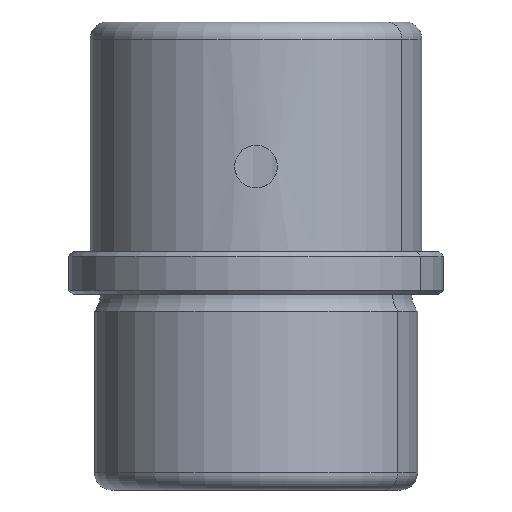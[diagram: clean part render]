
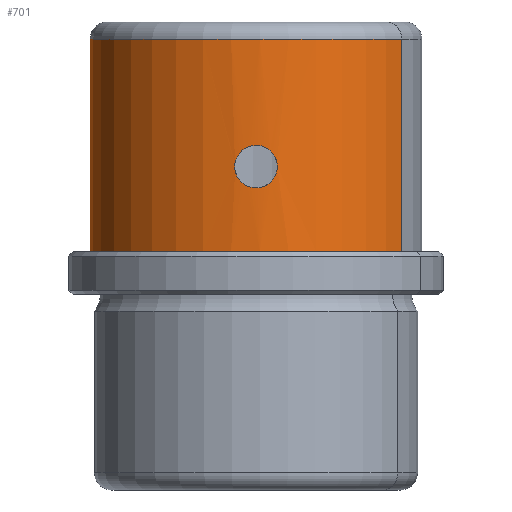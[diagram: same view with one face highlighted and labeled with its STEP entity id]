
A CAD part, front view. The second image highlights one B-rep face of the part: STEP entity #701.
In plain terms, the highlighted cylindrical face has radius 19.5 mm (diameter 39 mm), a partial arc.
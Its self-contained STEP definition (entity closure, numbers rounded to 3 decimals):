
#94=CARTESIAN_POINT('Vertex',(-2.194,-19.376,16.199)) ;
#98=CARTESIAN_POINT('Control Point',(2.194,-19.376,13.801)) ;
#99=CARTESIAN_POINT('Control Point',(2.044,-19.393,13.527)) ;
#100=CARTESIAN_POINT('Control Point',(1.851,-19.414,13.276)) ;
#101=CARTESIAN_POINT('Control Point',(1.621,-19.435,13.058)) ;
#102=CARTESIAN_POINT('Control Point',(0.839,-19.494,12.522)) ;
#103=CARTESIAN_POINT('Control Point',(-0.135,-19.517,12.381)) ;
#104=CARTESIAN_POINT('Control Point',(-0.795,-19.498,12.502)) ;
#105=CARTESIAN_POINT('Control Point',(-1.949,-19.415,13.135)) ;
#106=CARTESIAN_POINT('Control Point',(-2.534,-19.336,14.316)) ;
#107=CARTESIAN_POINT('Control Point',(-2.625,-19.321,14.991)) ;
#108=CARTESIAN_POINT('Control Point',(-2.497,-19.342,15.643)) ;
#109=CARTESIAN_POINT('Control Point',(-2.194,-19.376,16.199)) ;
#110=CARTESIAN_POINT('Vertex',(2.194,-19.376,13.801)) ;
#548=CARTESIAN_POINT('Axis2P3D Location',(0.,0.,5.)) ;
#552=CARTESIAN_POINT('Vertex',(17.113,-9.349,5.)) ;
#554=CARTESIAN_POINT('Vertex',(-17.113,9.349,5.)) ;
#567=CARTESIAN_POINT('Axis2P3D Location',(0.,0.,4.5)) ;
#572=CARTESIAN_POINT('Line Origine',(17.113,-9.349,18.5)) ;
#576=CARTESIAN_POINT('Vertex',(17.113,-9.349,30.)) ;
#579=CARTESIAN_POINT('Line Origine',(-17.113,9.349,18.5)) ;
#583=CARTESIAN_POINT('Vertex',(-17.113,9.349,30.)) ;
#639=CARTESIAN_POINT('Axis2P3D Location',(0.,0.,30.)) ;
#684=CARTESIAN_POINT('Control Point',(-2.194,-19.376,16.199)) ;
#685=CARTESIAN_POINT('Control Point',(-2.044,-19.393,16.473)) ;
#686=CARTESIAN_POINT('Control Point',(-1.851,-19.414,16.724)) ;
#687=CARTESIAN_POINT('Control Point',(-1.621,-19.435,16.942)) ;
#688=CARTESIAN_POINT('Control Point',(-0.839,-19.494,17.478)) ;
#689=CARTESIAN_POINT('Control Point',(0.135,-19.517,17.619)) ;
#690=CARTESIAN_POINT('Control Point',(0.795,-19.498,17.498)) ;
#691=CARTESIAN_POINT('Control Point',(1.949,-19.415,16.865)) ;
#692=CARTESIAN_POINT('Control Point',(2.534,-19.336,15.684)) ;
#693=CARTESIAN_POINT('Control Point',(2.625,-19.321,15.009)) ;
#694=CARTESIAN_POINT('Control Point',(2.497,-19.342,14.357)) ;
#695=CARTESIAN_POINT('Control Point',(2.194,-19.376,13.801)) ;
#549=DIRECTION('Axis2P3D Direction',(0.,0.,-1.)) ;
#568=DIRECTION('Axis2P3D Direction',(0.,0.,-1.)) ;
#569=DIRECTION('Axis2P3D XDirection',(-0.878,0.479,-0.)) ;
#573=DIRECTION('Vector Direction',(0.,0.,-1.)) ;
#580=DIRECTION('Vector Direction',(0.,0.,-1.)) ;
#640=DIRECTION('Axis2P3D Direction',(0.,0.,-1.)) ;
#550=AXIS2_PLACEMENT_3D('Circle Axis2P3D',#548,#549,$) ;
#570=AXIS2_PLACEMENT_3D('Cylinder Axis2P3D',#567,#568,#569) ;
#641=AXIS2_PLACEMENT_3D('Circle Axis2P3D',#639,#640,$) ;
#678=ORIENTED_EDGE('',*,*,#585,.F.) ;
#679=ORIENTED_EDGE('',*,*,#556,.F.) ;
#680=ORIENTED_EDGE('',*,*,#578,.T.) ;
#681=ORIENTED_EDGE('',*,*,#643,.T.) ;
#698=ORIENTED_EDGE('',*,*,#112,.T.) ;
#699=ORIENTED_EDGE('',*,*,#696,.T.) ;
#700=FACE_BOUND('',#697,.T.) ;
#574=VECTOR('Line Direction',#573,1.) ;
#581=VECTOR('Line Direction',#580,1.) ;
#701=ADVANCED_FACE('PartBody',(#682,#700),#571,.T.) ;
#97=B_SPLINE_CURVE_WITH_KNOTS('',5,(#98,#99,#100,#101,#102,#103,#104,#105,#106,#107,#108,#109),.UNSPECIFIED.,.F.,.U.,(6,3,3,6),(0.,2.214,6.638,11.118),.UNSPECIFIED.) ;
#683=B_SPLINE_CURVE_WITH_KNOTS('',5,(#684,#685,#686,#687,#688,#689,#690,#691,#692,#693,#694,#695),.UNSPECIFIED.,.F.,.U.,(6,3,3,6),(0.,2.214,6.638,11.118),.UNSPECIFIED.) ;
#551=CIRCLE('generated circle',#550,19.5) ;
#642=CIRCLE('generated circle',#641,19.5) ;
#571=CYLINDRICAL_SURFACE('generated cylinder',#570,19.5) ;
#112=EDGE_CURVE('',#111,#95,#97,.T.) ;
#556=EDGE_CURVE('',#553,#555,#551,.T.) ;
#578=EDGE_CURVE('',#553,#577,#575,.F.) ;
#585=EDGE_CURVE('',#555,#584,#582,.F.) ;
#643=EDGE_CURVE('',#577,#584,#642,.T.) ;
#696=EDGE_CURVE('',#95,#111,#683,.T.) ;
#677=EDGE_LOOP('',(#678,#679,#680,#681)) ;
#697=EDGE_LOOP('',(#698,#699)) ;
#682=FACE_OUTER_BOUND('',#677,.T.) ;
#575=LINE('Line',#572,#574) ;
#582=LINE('Line',#579,#581) ;
#95=VERTEX_POINT('',#94) ;
#111=VERTEX_POINT('',#110) ;
#553=VERTEX_POINT('',#552) ;
#555=VERTEX_POINT('',#554) ;
#577=VERTEX_POINT('',#576) ;
#584=VERTEX_POINT('',#583) ;
